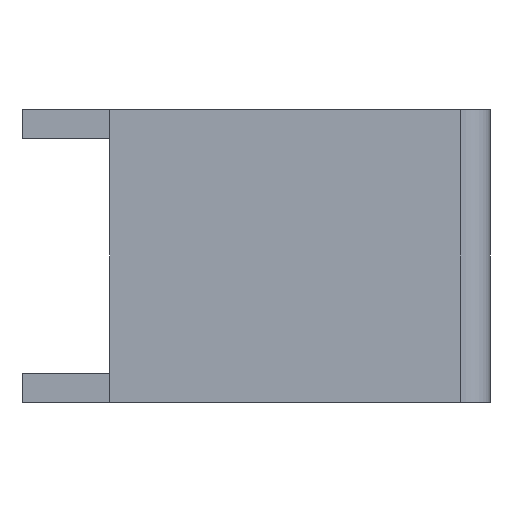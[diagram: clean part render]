
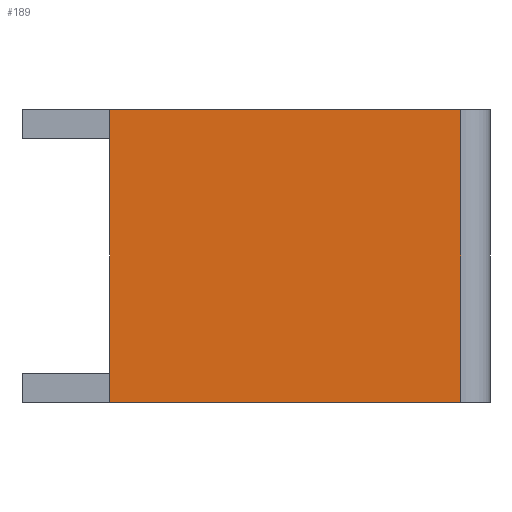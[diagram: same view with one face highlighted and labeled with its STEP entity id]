
A CAD part, left-side view. The second image highlights one B-rep face of the part: STEP entity #189.
In plain terms, the highlighted planar face has unit normal (-1, 0, 0).
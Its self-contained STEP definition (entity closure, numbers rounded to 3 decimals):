
#73 = VERTEX_POINT('',#74);
#74 = CARTESIAN_POINT('',(-42.5,40.,-25.));
#80 = EDGE_CURVE('',#81,#73,#83,.T.);
#81 = VERTEX_POINT('',#82);
#82 = CARTESIAN_POINT('',(-42.5,-20.,-25.));
#83 = LINE('',#84,#85);
#84 = CARTESIAN_POINT('',(-42.5,-20.,-25.));
#85 = VECTOR('',#86,1.);
#86 = DIRECTION('',(0.,1.,0.));
#103 = EDGE_CURVE('',#81,#104,#106,.T.);
#104 = VERTEX_POINT('',#105);
#105 = CARTESIAN_POINT('',(-42.5,-20.,25.));
#106 = LINE('',#107,#108);
#107 = CARTESIAN_POINT('',(-42.5,-20.,-25.));
#108 = VECTOR('',#109,1.);
#109 = DIRECTION('',(0.,0.,1.));
#138 = VERTEX_POINT('',#139);
#139 = CARTESIAN_POINT('',(-42.5,40.,25.));
#145 = EDGE_CURVE('',#104,#138,#146,.T.);
#146 = LINE('',#147,#148);
#147 = CARTESIAN_POINT('',(-42.5,-20.,25.));
#148 = VECTOR('',#149,1.);
#149 = DIRECTION('',(0.,1.,0.));
#189 = ADVANCED_FACE('',(#190),#217,.T.);
#190 = FACE_BOUND('',#191,.T.);
#191 = EDGE_LOOP('',(#192,#193,#194,#202,#210,#216));
#192 = ORIENTED_EDGE('',*,*,#103,.T.);
#193 = ORIENTED_EDGE('',*,*,#145,.T.);
#194 = ORIENTED_EDGE('',*,*,#195,.F.);
#195 = EDGE_CURVE('',#196,#138,#198,.T.);
#196 = VERTEX_POINT('',#197);
#197 = CARTESIAN_POINT('',(-42.5,40.,20.));
#198 = LINE('',#199,#200);
#199 = CARTESIAN_POINT('',(-42.5,40.,-25.));
#200 = VECTOR('',#201,1.);
#201 = DIRECTION('',(0.,0.,1.));
#202 = ORIENTED_EDGE('',*,*,#203,.T.);
#203 = EDGE_CURVE('',#196,#204,#206,.T.);
#204 = VERTEX_POINT('',#205);
#205 = CARTESIAN_POINT('',(-42.5,40.,-20.));
#206 = LINE('',#207,#208);
#207 = CARTESIAN_POINT('',(-42.5,40.,20.));
#208 = VECTOR('',#209,1.);
#209 = DIRECTION('',(-0.,-0.,-1.));
#210 = ORIENTED_EDGE('',*,*,#211,.F.);
#211 = EDGE_CURVE('',#73,#204,#212,.T.);
#212 = LINE('',#213,#214);
#213 = CARTESIAN_POINT('',(-42.5,40.,-25.));
#214 = VECTOR('',#215,1.);
#215 = DIRECTION('',(0.,0.,1.));
#216 = ORIENTED_EDGE('',*,*,#80,.F.);
#217 = PLANE('',#218);
#218 = AXIS2_PLACEMENT_3D('',#219,#220,#221);
#219 = CARTESIAN_POINT('',(-42.5,-20.,-25.));
#220 = DIRECTION('',(-1.,0.,0.));
#221 = DIRECTION('',(0.,1.,0.));
